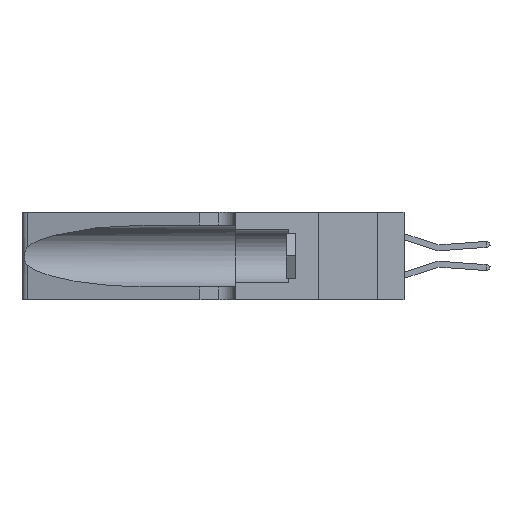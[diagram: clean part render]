
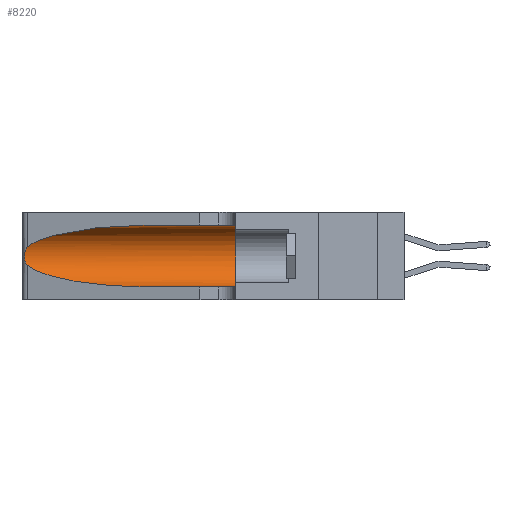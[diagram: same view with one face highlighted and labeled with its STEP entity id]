
A CAD part, left-side view. The second image highlights one B-rep face of the part: STEP entity #8220.
In plain terms, the highlighted cylindrical face has radius 3.308 mm (diameter 6.617 mm), a partial arc.
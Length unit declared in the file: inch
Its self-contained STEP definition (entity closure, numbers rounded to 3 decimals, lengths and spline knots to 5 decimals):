
#856 = VERTEX_POINT ( 'NONE', #24714 ) ;
#878 = ORIENTED_EDGE ( 'NONE', *, *, #28497, .T. ) ;
#923 = CARTESIAN_POINT ( 'NONE',  ( 0.25856, 1.23593, 0.16098 ) ) ;
#1047 = CARTESIAN_POINT ( 'NONE',  ( 0.25555, 1.22993, 0.14849 ) ) ;
#1233 = DIRECTION ( 'NONE',  ( 0., 1., 0. ) ) ;
#1312 = CARTESIAN_POINT ( 'NONE',  ( 0.25639, 1.23184, 0.21858 ) ) ;
#2534 = VECTOR ( 'NONE', #9953, 39.37008 ) ;
#2570 = ORIENTED_EDGE ( 'NONE', *, *, #2709, .F. ) ;
#2709 = EDGE_CURVE ( 'NONE', #35173, #856, #6126, .T. ) ;
#3328 = CARTESIAN_POINT ( 'NONE',  ( 0.25487, 1.22718, 0.14631 ) ) ;
#4320 = CARTESIAN_POINT ( 'NONE',  ( 0.25789, 1.23486, 0.15765 ) ) ;
#4873 = ORIENTED_EDGE ( 'NONE', *, *, #31961, .F. ) ;
#5271 = CARTESIAN_POINT ( 'NONE',  ( 0.25487, 1.22718, 0.22369 ) ) ;
#6126 = CIRCLE ( 'NONE', #7650, 0.13025 ) ;
#6455 = FACE_OUTER_BOUND ( 'NONE', #23314, .T. ) ;
#6910 = CARTESIAN_POINT ( 'NONE',  ( 0.25487, 1.22718, 0.22369 ) ) ;
#7429 = CARTESIAN_POINT ( 'NONE',  ( 0.26018, 1.23835, 0.19895 ) ) ;
#7650 = AXIS2_PLACEMENT_3D ( 'NONE', #22116, #1233, #13763 ) ;
#7755 = AXIS2_PLACEMENT_3D ( 'NONE', #30328, #9535, #21865 ) ;
#8220 = ADVANCED_FACE ( 'NONE', ( #6455 ), #20476, .F. ) ;
#8992 = ORIENTED_EDGE ( 'NONE', *, *, #12231, .T. ) ;
#9227 = VERTEX_POINT ( 'NONE', #20604 ) ;
#9271 =( BOUNDED_CURVE ( )  B_SPLINE_CURVE ( 3, ( #3328, #24300, #33268, #12094 ),
 .UNSPECIFIED., .F., .T. ) 
 B_SPLINE_CURVE_WITH_KNOTS ( ( 4, 4 ),
 ( 3.44316, 4.71239 ),
 .UNSPECIFIED. ) 
 CURVE ( )  GEOMETRIC_REPRESENTATION_ITEM ( )  RATIONAL_B_SPLINE_CURVE ( ( 1., 0.87, 0.87, 1. ) ) 
 REPRESENTATION_ITEM ( '' )  );
#9535 = DIRECTION ( 'NONE',  ( 0., -1., 0. ) ) ;
#9953 = DIRECTION ( 'NONE',  ( 0., -1., 0. ) ) ;
#10327 = CARTESIAN_POINT ( 'NONE',  ( 0.25854, 1.2359, 0.20912 ) ) ;
#10496 = LINE ( 'NONE', #16351, #2534 ) ;
#11149 = CARTESIAN_POINT ( 'NONE',  ( 0.1305, 0.72297, 0.31525 ) ) ;
#12094 = CARTESIAN_POINT ( 'NONE',  ( 0.1305, 0.72297, 0.05475 ) ) ;
#12231 = EDGE_CURVE ( 'NONE', #9227, #30041, #9271, .T. ) ;
#13320 = CARTESIAN_POINT ( 'NONE',  ( 0.26075, 1.23896, 0.178 ) ) ;
#13763 = DIRECTION ( 'NONE',  ( 0., 0., 1. ) ) ;
#14216 = EDGE_CURVE ( 'NONE', #22824, #28215, #34075, .T. ) ;
#14933 = LINE ( 'NONE', #33254, #37241 ) ;
#16351 = CARTESIAN_POINT ( 'NONE',  ( 0.1305, 1.61858, 0.31525 ) ) ;
#16783 = CARTESIAN_POINT ( 'NONE',  ( 0.2373, 1.15595, 0.28018 ) ) ;
#18214 = DIRECTION ( 'NONE',  ( 0., -1., 0. ) ) ;
#19060 = CARTESIAN_POINT ( 'NONE',  ( 0.25787, 1.23484, 0.2124 ) ) ;
#19132 = ORIENTED_EDGE ( 'NONE', *, *, #14216, .T. ) ;
#20168 = CARTESIAN_POINT ( 'NONE',  ( 0.1305, 0.72297, 0.05475 ) ) ;
#20476 = CYLINDRICAL_SURFACE ( 'NONE', #7755, 0.13025 ) ;
#20604 = CARTESIAN_POINT ( 'NONE',  ( 0.25487, 1.22718, 0.14631 ) ) ;
#20618 = ORIENTED_EDGE ( 'NONE', *, *, #31046, .T. ) ;
#21865 = DIRECTION ( 'NONE',  ( 0., 0., -1. ) ) ;
#22116 = CARTESIAN_POINT ( 'NONE',  ( 0.1305, 0.35, 0.185 ) ) ;
#22149 = CARTESIAN_POINT ( 'NONE',  ( 0.26075, 1.23896, 0.19203 ) ) ;
#22748 = CARTESIAN_POINT ( 'NONE',  ( 0.25487, 1.22718, 0.22369 ) ) ;
#22824 = VERTEX_POINT ( 'NONE', #36198 ) ;
#23314 = EDGE_LOOP ( 'NONE', ( #19132, #20618, #8992, #878, #2570, #4873 ) ) ;
#24300 = CARTESIAN_POINT ( 'NONE',  ( 0.2373, 1.15595, 0.08982 ) ) ;
#24714 = CARTESIAN_POINT ( 'NONE',  ( 0.1305, 0.35, 0.05475 ) ) ;
#25026 = CARTESIAN_POINT ( 'NONE',  ( 0.25639, 1.23186, 0.15144 ) ) ;
#28215 = VERTEX_POINT ( 'NONE', #22748 ) ;
#28254 = CARTESIAN_POINT ( 'NONE',  ( 0.25487, 1.22718, 0.14631 ) ) ;
#28497 = EDGE_CURVE ( 'NONE', #30041, #856, #14933, .T. ) ;
#30041 = VERTEX_POINT ( 'NONE', #20168 ) ;
#30328 = CARTESIAN_POINT ( 'NONE',  ( 0.1305, 1.61858, 0.185 ) ) ;
#30986 = CARTESIAN_POINT ( 'NONE',  ( 0.25555, 1.22994, 0.2215 ) ) ;
#31046 = EDGE_CURVE ( 'NONE', #28215, #9227, #32880, .T. ) ;
#31961 = EDGE_CURVE ( 'NONE', #22824, #35173, #10496, .T. ) ;
#32880 = B_SPLINE_CURVE_WITH_KNOTS ( 'NONE', 3,
 ( #6910, #30986, #1312, #19060, #10327, #7429, #22149, #13320, #37123, #923, #4320, #25026, #1047, #28254 ),
 .UNSPECIFIED., .F., .F.,
 ( 4, 2, 2, 2, 2, 2, 4 ),
 ( 0., 0.00027, 0.00053, 0.00107, 0.0016, 0.00187, 0.00214 ),
 .UNSPECIFIED. ) ;
#33217 = CARTESIAN_POINT ( 'NONE',  ( 0.1305, 0.35, 0.31525 ) ) ;
#33254 = CARTESIAN_POINT ( 'NONE',  ( 0.1305, 1.61858, 0.05475 ) ) ;
#33268 = CARTESIAN_POINT ( 'NONE',  ( 0.18966, 0.96281, 0.05475 ) ) ;
#34075 =( BOUNDED_CURVE ( )  B_SPLINE_CURVE ( 3, ( #11149, #34693, #16783, #5271 ),
 .UNSPECIFIED., .F., .F. ) 
 B_SPLINE_CURVE_WITH_KNOTS ( ( 4, 4 ),
 ( 1.5708, 2.84003 ),
 .UNSPECIFIED. ) 
 CURVE ( )  GEOMETRIC_REPRESENTATION_ITEM ( )  RATIONAL_B_SPLINE_CURVE ( ( 1., 0.87, 0.87, 1. ) ) 
 REPRESENTATION_ITEM ( '' )  );
#34693 = CARTESIAN_POINT ( 'NONE',  ( 0.18966, 0.96281, 0.31525 ) ) ;
#35173 = VERTEX_POINT ( 'NONE', #33217 ) ;
#36198 = CARTESIAN_POINT ( 'NONE',  ( 0.1305, 0.72297, 0.31525 ) ) ;
#37123 = CARTESIAN_POINT ( 'NONE',  ( 0.26017, 1.23833, 0.17102 ) ) ;
#37241 = VECTOR ( 'NONE', #18214, 39.37008 ) ;
